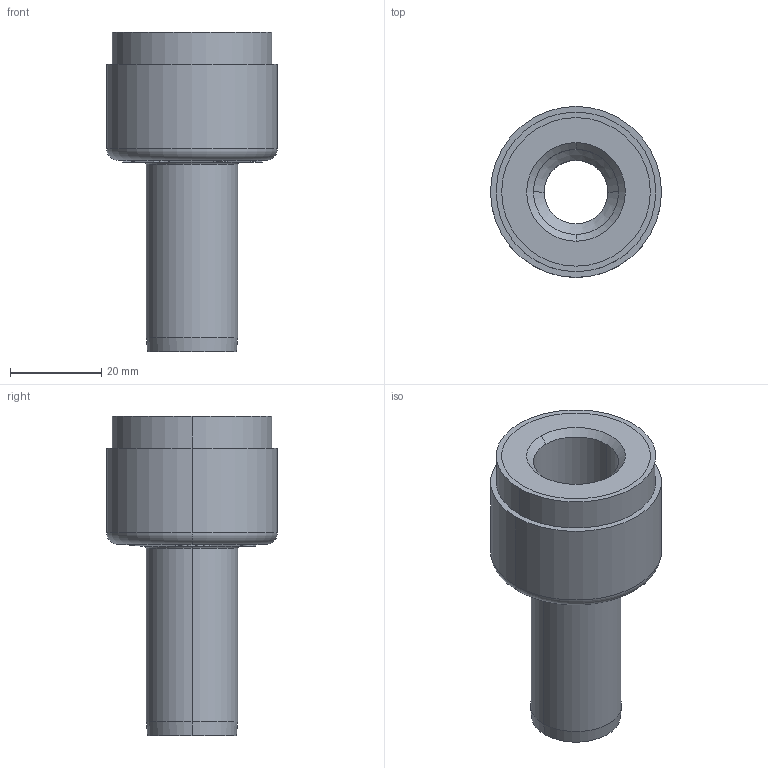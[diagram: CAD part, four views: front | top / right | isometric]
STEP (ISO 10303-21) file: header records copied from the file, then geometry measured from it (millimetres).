
FILE_DESCRIPTION((''),'2;1');
FILE_NAME('F2190200012_ASM','2017-04-18T',('Stefano'),(''),'PRO/ENGINEER BY PARAMETRIC TECHNOLOGY CORPORATION, 2012130','PRO/ENGINEER BY PARAMETRIC TECHNOLOGY CORPORATION, 2012130','');
FILE_SCHEMA(('CONFIG_CONTROL_DESIGN'));
Length unit declared in the file: millimetre
Products named in the file (3): C050200011_AF0; C030200005; F2190200012_ASM
Assembly tree (2 placements, depth 2):
  F2190200012_ASM
    C050200011_AF0
    C030200005
Bounding box: 37.5 x 37.5 x 70 mm (x, y, z)
Volume: 30316.7 mm3; surface area: 12533.1 mm2
Topology: 2 solids, 2 shells, 1113 faces, 3150 edges, 2095 vertices
Faces by surface type: plane 1075, cone 18, cylinder 16, torus 4
Entity records: 36056 total; most frequent: CARTESIAN_POINT 8181, ORIENTED_EDGE 6300, DIRECTION 4847, EDGE_CURVE 3150, VECTOR 2523, LINE 2523, VERTEX_POINT 2095, EDGE_LOOP 1171
